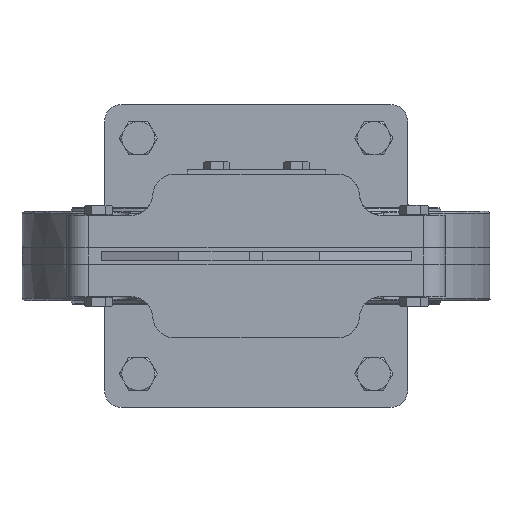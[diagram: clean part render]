
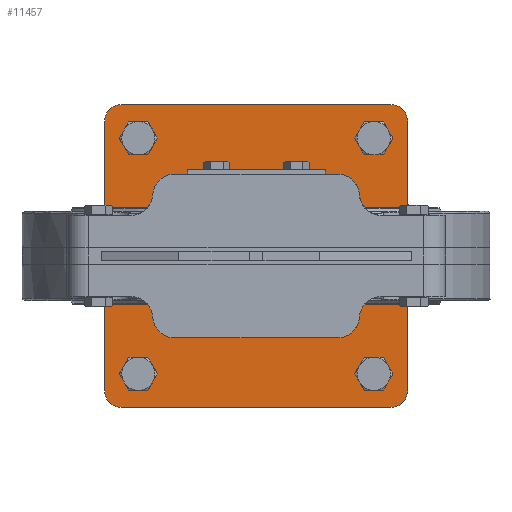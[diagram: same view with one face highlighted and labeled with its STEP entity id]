
A CAD part, front view. The second image highlights one B-rep face of the part: STEP entity #11457.
In plain terms, the highlighted planar face has unit normal (0, -1, 0).
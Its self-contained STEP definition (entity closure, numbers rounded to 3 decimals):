
#778=FACE_BOUND('',#1981,.T.);
#779=FACE_BOUND('',#1982,.T.);
#780=FACE_BOUND('',#1983,.T.);
#781=FACE_BOUND('',#1984,.T.);
#948=PLANE('',#12436);
#1273=FACE_OUTER_BOUND('',#1980,.T.);
#1980=EDGE_LOOP('',(#7908,#7909,#7910,#7911,#7912,#7913,#7914,#7915));
#1981=EDGE_LOOP('',(#7916));
#1982=EDGE_LOOP('',(#7917));
#1983=EDGE_LOOP('',(#7918));
#1984=EDGE_LOOP('',(#7919));
#2818=LINE('',#17607,#3544);
#2828=LINE('',#17629,#3554);
#2840=LINE('',#17665,#3566);
#2856=LINE('',#17724,#3582);
#3544=VECTOR('',#14063,10.);
#3554=VECTOR('',#14079,10.);
#3566=VECTOR('',#14113,10.);
#3582=VECTOR('',#14173,10.);
#4300=CIRCLE('',#12435,12.25);
#4301=CIRCLE('',#12437,12.25);
#4302=CIRCLE('',#12438,12.25);
#4303=CIRCLE('',#12439,12.25);
#4304=CIRCLE('',#12440,8.);
#4305=CIRCLE('',#12441,8.);
#4306=CIRCLE('',#12442,8.);
#4307=CIRCLE('',#12443,8.);
#5035=VERTEX_POINT('',#17604);
#5036=VERTEX_POINT('',#17606);
#5044=VERTEX_POINT('',#17626);
#5045=VERTEX_POINT('',#17628);
#5057=VERTEX_POINT('',#17662);
#5058=VERTEX_POINT('',#17664);
#5078=VERTEX_POINT('',#17721);
#5079=VERTEX_POINT('',#17723);
#5080=VERTEX_POINT('',#17726);
#5081=VERTEX_POINT('',#17728);
#5082=VERTEX_POINT('',#17730);
#5083=VERTEX_POINT('',#17732);
#6120=EDGE_CURVE('',#5035,#5036,#2818,.T.);
#6131=EDGE_CURVE('',#5044,#5045,#2828,.T.);
#6149=EDGE_CURVE('',#5057,#5058,#2840,.T.);
#6176=EDGE_CURVE('',#5036,#5057,#4300,.T.);
#6177=EDGE_CURVE('',#5045,#5035,#4301,.T.);
#6178=EDGE_CURVE('',#5078,#5044,#4302,.T.);
#6179=EDGE_CURVE('',#5079,#5078,#2856,.T.);
#6180=EDGE_CURVE('',#5058,#5079,#4303,.T.);
#6181=EDGE_CURVE('',#5080,#5080,#4304,.T.);
#6182=EDGE_CURVE('',#5081,#5081,#4305,.T.);
#6183=EDGE_CURVE('',#5082,#5082,#4306,.T.);
#6184=EDGE_CURVE('',#5083,#5083,#4307,.T.);
#7908=ORIENTED_EDGE('',*,*,#6176,.F.);
#7909=ORIENTED_EDGE('',*,*,#6120,.F.);
#7910=ORIENTED_EDGE('',*,*,#6177,.F.);
#7911=ORIENTED_EDGE('',*,*,#6131,.F.);
#7912=ORIENTED_EDGE('',*,*,#6178,.F.);
#7913=ORIENTED_EDGE('',*,*,#6179,.F.);
#7914=ORIENTED_EDGE('',*,*,#6180,.F.);
#7915=ORIENTED_EDGE('',*,*,#6149,.F.);
#7916=ORIENTED_EDGE('',*,*,#6181,.T.);
#7917=ORIENTED_EDGE('',*,*,#6182,.T.);
#7918=ORIENTED_EDGE('',*,*,#6183,.T.);
#7919=ORIENTED_EDGE('',*,*,#6184,.T.);
#11457=ADVANCED_FACE('',(#1273,#778,#779,#780,#781),#948,.F.);
#12435=AXIS2_PLACEMENT_3D('',#17718,#14165,#14166);
#12436=AXIS2_PLACEMENT_3D('',#17719,#14167,#14168);
#12437=AXIS2_PLACEMENT_3D('',#17720,#14169,#14170);
#12438=AXIS2_PLACEMENT_3D('',#17722,#14171,#14172);
#12439=AXIS2_PLACEMENT_3D('',#17725,#14174,#14175);
#12440=AXIS2_PLACEMENT_3D('',#17727,#14176,#14177);
#12441=AXIS2_PLACEMENT_3D('',#17729,#14178,#14179);
#12442=AXIS2_PLACEMENT_3D('',#17731,#14180,#14181);
#12443=AXIS2_PLACEMENT_3D('',#17733,#14182,#14183);
#14063=DIRECTION('',(-1.,0.,0.));
#14079=DIRECTION('',(0.,0.,-1.));
#14113=DIRECTION('',(0.,0.,1.));
#14165=DIRECTION('center_axis',(0.,1.,0.));
#14166=DIRECTION('ref_axis',(-0.707,0.,-0.707));
#14167=DIRECTION('center_axis',(0.,1.,0.));
#14168=DIRECTION('ref_axis',(0.,0.,1.));
#14169=DIRECTION('center_axis',(0.,1.,0.));
#14170=DIRECTION('ref_axis',(0.707,0.,-0.707));
#14171=DIRECTION('center_axis',(0.,1.,0.));
#14172=DIRECTION('ref_axis',(0.707,0.,0.707));
#14173=DIRECTION('',(1.,0.,0.));
#14174=DIRECTION('center_axis',(0.,1.,0.));
#14175=DIRECTION('ref_axis',(-0.707,0.,0.707));
#14176=DIRECTION('center_axis',(0.,1.,0.));
#14177=DIRECTION('ref_axis',(1.,0.,0.));
#14178=DIRECTION('center_axis',(0.,1.,0.));
#14179=DIRECTION('ref_axis',(1.,0.,0.));
#14180=DIRECTION('center_axis',(0.,1.,0.));
#14181=DIRECTION('ref_axis',(1.,0.,0.));
#14182=DIRECTION('center_axis',(0.,1.,0.));
#14183=DIRECTION('ref_axis',(1.,0.,0.));
#17604=CARTESIAN_POINT('',(97.75,687.,-110.));
#17606=CARTESIAN_POINT('',(-97.75,687.,-110.));
#17607=CARTESIAN_POINT('',(110.,687.,-110.));
#17626=CARTESIAN_POINT('',(110.,687.,97.75));
#17628=CARTESIAN_POINT('',(110.,687.,-97.75));
#17629=CARTESIAN_POINT('',(110.,687.,110.));
#17662=CARTESIAN_POINT('',(-110.,687.,-97.75));
#17664=CARTESIAN_POINT('',(-110.,687.,97.75));
#17665=CARTESIAN_POINT('',(-110.,687.,-110.));
#17718=CARTESIAN_POINT('Origin',(-97.75,687.,-97.75));
#17719=CARTESIAN_POINT('Origin',(0.,687.,0.));
#17720=CARTESIAN_POINT('Origin',(97.75,687.,-97.75));
#17721=CARTESIAN_POINT('',(97.75,687.,110.));
#17722=CARTESIAN_POINT('Origin',(97.75,687.,97.75));
#17723=CARTESIAN_POINT('',(-97.75,687.,110.));
#17724=CARTESIAN_POINT('',(-110.,687.,110.));
#17725=CARTESIAN_POINT('Origin',(-97.75,687.,97.75));
#17726=CARTESIAN_POINT('',(52.,687.,-40.));
#17727=CARTESIAN_POINT('Origin',(60.,687.,-40.));
#17728=CARTESIAN_POINT('',(-68.,687.,40.));
#17729=CARTESIAN_POINT('Origin',(-60.,687.,40.));
#17730=CARTESIAN_POINT('',(-68.,687.,-40.));
#17731=CARTESIAN_POINT('Origin',(-60.,687.,-40.));
#17732=CARTESIAN_POINT('',(52.,687.,40.));
#17733=CARTESIAN_POINT('Origin',(60.,687.,40.));
